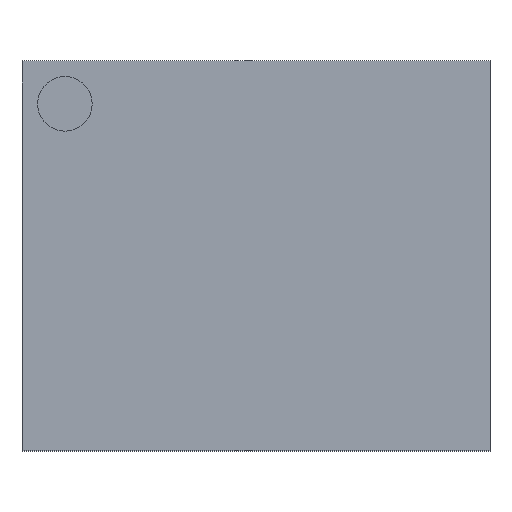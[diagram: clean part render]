
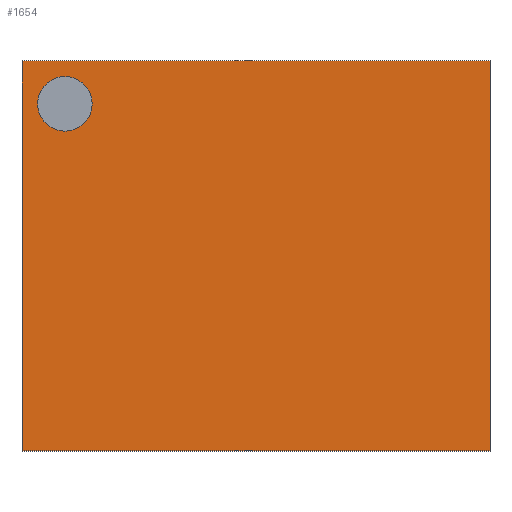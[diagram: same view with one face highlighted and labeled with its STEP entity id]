
A CAD part, top view. The second image highlights one B-rep face of the part: STEP entity #1654.
In plain terms, the highlighted planar face has unit normal (0, 0, 1).
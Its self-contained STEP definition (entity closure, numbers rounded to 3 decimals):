
#39=FACE_BOUND('',#237,.T.);
#48=CIRCLE('',#1745,0.35);
#135=FACE_OUTER_BOUND('',#236,.T.);
#236=EDGE_LOOP('',(#1307,#1308,#1309,#1310));
#237=EDGE_LOOP('',(#1311));
#389=LINE('',#2554,#585);
#392=LINE('',#2560,#588);
#394=LINE('',#2563,#590);
#395=LINE('',#2565,#591);
#585=VECTOR('',#2070,1.);
#588=VECTOR('',#2075,1.);
#590=VECTOR('',#2079,1.);
#591=VECTOR('',#2082,1.);
#716=VERTEX_POINT('',#2411);
#762=VERTEX_POINT('',#2551);
#763=VERTEX_POINT('',#2553);
#764=VERTEX_POINT('',#2557);
#765=VERTEX_POINT('',#2559);
#882=EDGE_CURVE('',#716,#716,#48,.T.);
#953=EDGE_CURVE('',#763,#762,#389,.T.);
#956=EDGE_CURVE('',#765,#764,#392,.T.);
#958=EDGE_CURVE('',#762,#765,#394,.T.);
#959=EDGE_CURVE('',#764,#763,#395,.T.);
#1307=ORIENTED_EDGE('',*,*,#959,.T.);
#1308=ORIENTED_EDGE('',*,*,#953,.T.);
#1309=ORIENTED_EDGE('',*,*,#958,.T.);
#1310=ORIENTED_EDGE('',*,*,#956,.T.);
#1311=ORIENTED_EDGE('',*,*,#882,.T.);
#1563=PLANE('',#1782);
#1654=ADVANCED_FACE('',(#135,#39),#1563,.T.);
#1745=AXIS2_PLACEMENT_3D('',#2412,#1941,#1942);
#1782=AXIS2_PLACEMENT_3D('',#2566,#2083,#2084);
#1941=DIRECTION('center_axis',(0.,0.,-1.));
#1942=DIRECTION('ref_axis',(-1.,0.,0.));
#2070=DIRECTION('',(0.,1.,0.));
#2075=DIRECTION('',(0.,-1.,0.));
#2079=DIRECTION('',(-1.,0.,0.));
#2082=DIRECTION('',(1.,0.,0.));
#2083=DIRECTION('center_axis',(0.,0.,1.));
#2084=DIRECTION('ref_axis',(1.,0.,0.));
#2411=CARTESIAN_POINT('',(-2.1,1.95,0.8));
#2412=CARTESIAN_POINT('Origin',(-2.45,1.95,0.8));
#2551=CARTESIAN_POINT('',(3.,2.5,0.8));
#2553=CARTESIAN_POINT('',(3.,-2.5,0.8));
#2554=CARTESIAN_POINT('',(3.,3.5,0.8));
#2557=CARTESIAN_POINT('',(-3.,-2.5,0.8));
#2559=CARTESIAN_POINT('',(-3.,2.5,0.8));
#2560=CARTESIAN_POINT('',(-3.,-2.5,0.8));
#2563=CARTESIAN_POINT('',(-3.,2.5,0.8));
#2565=CARTESIAN_POINT('',(5.,-2.5,0.8));
#2566=CARTESIAN_POINT('Origin',(1.,0.5,0.8));
